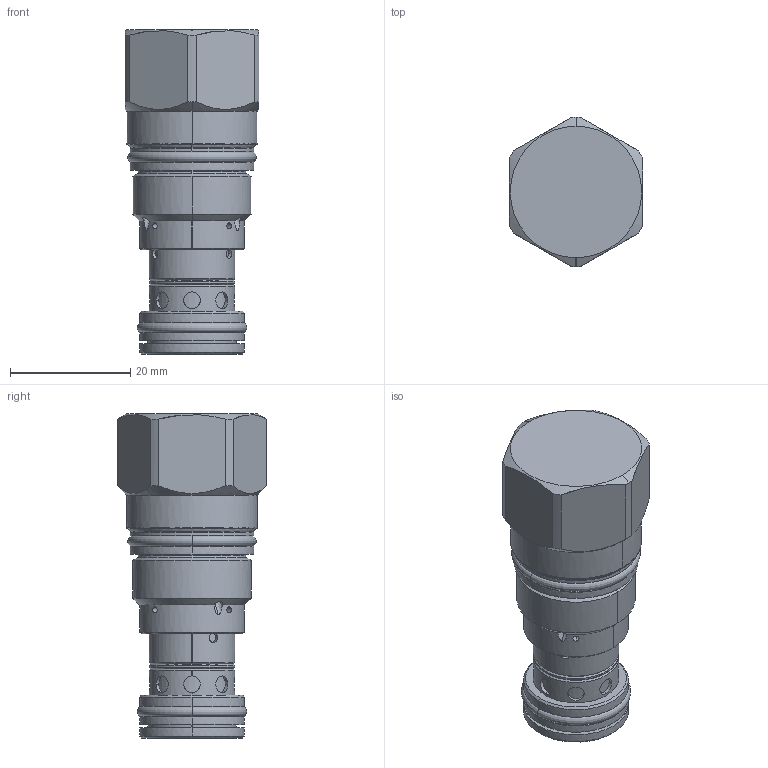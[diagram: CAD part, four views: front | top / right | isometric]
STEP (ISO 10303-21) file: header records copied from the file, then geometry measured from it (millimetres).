
FILE_DESCRIPTION((''),'2;1');
FILE_NAME('CXDAXAN_SW_PRT','2019-04-29T',('charlief'),(''),'PRO/ENGINEER BY PARAMETRIC TECHNOLOGY CORPORATION, 2016010','PRO/ENGINEER BY PARAMETRIC TECHNOLOGY CORPORATION, 2016010','');
FILE_SCHEMA(('CONFIG_CONTROL_DESIGN'));
Length unit declared in the file: inch
Products named in the file (1): CXDAXAN_SW_PRT
Bounding box: 22.23 x 24.84 x 53.87 mm (x, y, z)
Surface area: 6891.6 mm2 (no closed solid volume)
Topology: 0 solids, 0 shells, 196 faces, 956 edges, 942 vertices
Faces by surface type: bspline 174, torus 22
Entity records: 32654 total; most frequent: CARTESIAN_POINT 24720, DIRECTION 1190, TRIMMED_CURVE 940, DEFINITIONAL_REPRESENTATION 928, PCURVE 928, COMPOSITE_CURVE_SEGMENT 928, VECTOR 734, LINE 734
